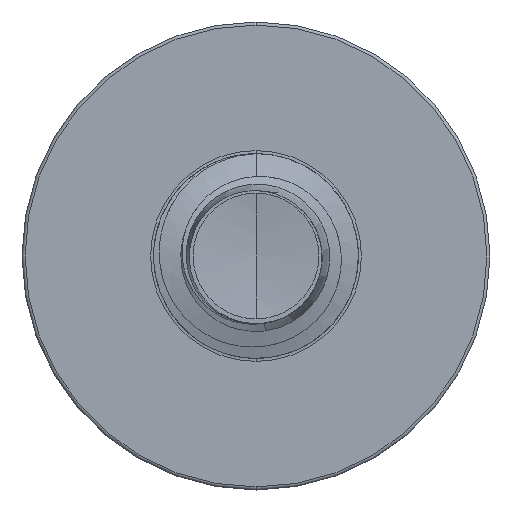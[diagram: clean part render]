
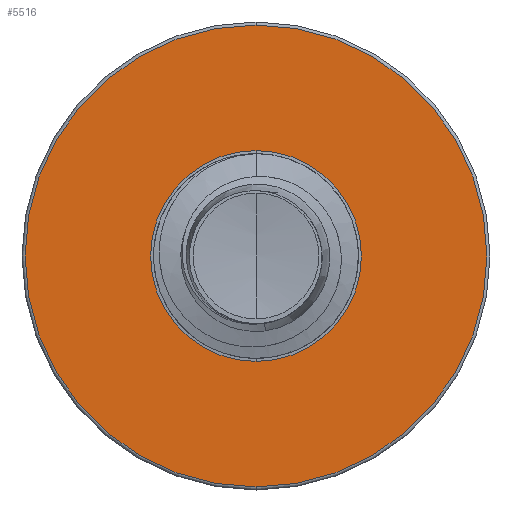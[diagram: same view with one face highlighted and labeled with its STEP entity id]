
A CAD part, front view. The second image highlights one B-rep face of the part: STEP entity #5516.
In plain terms, the highlighted planar face has unit normal (0, -1, 0).
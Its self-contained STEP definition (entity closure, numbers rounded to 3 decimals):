
#679 = DIRECTION ( 'NONE',  ( 0., 0., 1. ) ) ;
#738 = CARTESIAN_POINT ( 'NONE',  ( 0., 2., 1.579 ) ) ;
#890 = FACE_OUTER_BOUND ( 'NONE', #7579, .T. ) ;
#1206 = CIRCLE ( 'NONE', #8537, 0.721 ) ;
#1637 = DIRECTION ( 'NONE',  ( 0., 0., 1. ) ) ;
#1672 = DIRECTION ( 'NONE',  ( 0., 1., 0. ) ) ;
#1689 = CARTESIAN_POINT ( 'NONE',  ( 0., 2., 0. ) ) ;
#1696 = EDGE_CURVE ( 'NONE', #3177, #4516, #1697, .T. ) ;
#1697 = CIRCLE ( 'NONE', #2328, 1.579 ) ;
#2010 = AXIS2_PLACEMENT_3D ( 'NONE', #10428, #6035, #679 ) ;
#2023 = CARTESIAN_POINT ( 'NONE',  ( 0., 2., -1.579 ) ) ;
#2328 = AXIS2_PLACEMENT_3D ( 'NONE', #6186, #6123, #7027 ) ;
#3177 = VERTEX_POINT ( 'NONE', #738 ) ;
#3345 = DIRECTION ( 'NONE',  ( 0., 1., 0. ) ) ;
#3371 = CARTESIAN_POINT ( 'NONE',  ( 0., 2., 0. ) ) ;
#3398 = DIRECTION ( 'NONE',  ( 0., 0., 1. ) ) ;
#3493 = DIRECTION ( 'NONE',  ( 0., 0., 1. ) ) ;
#3509 = DIRECTION ( 'NONE',  ( 0., 1., 0. ) ) ;
#3550 = CARTESIAN_POINT ( 'NONE',  ( 0., 2., -0.721 ) ) ;
#3561 = PLANE ( 'NONE',  #8075 ) ;
#3731 = ORIENTED_EDGE ( 'NONE', *, *, #1696, .F. ) ;
#3783 = VERTEX_POINT ( 'NONE', #7165 ) ;
#3993 = ORIENTED_EDGE ( 'NONE', *, *, #9550, .F. ) ;
#4097 = ORIENTED_EDGE ( 'NONE', *, *, #5631, .T. ) ;
#4182 = ORIENTED_EDGE ( 'NONE', *, *, #6009, .T. ) ;
#4516 = VERTEX_POINT ( 'NONE', #2023 ) ;
#4736 = CIRCLE ( 'NONE', #9505, 0.721 ) ;
#5516 = ADVANCED_FACE ( 'NONE', ( #890, #9332 ), #3561, .F. ) ;
#5631 = EDGE_CURVE ( 'NONE', #3783, #7896, #1206, .T. ) ;
#6009 = EDGE_CURVE ( 'NONE', #7896, #3783, #4736, .T. ) ;
#6035 = DIRECTION ( 'NONE',  ( 0., 1., 0. ) ) ;
#6123 = DIRECTION ( 'NONE',  ( 0., 1., 0. ) ) ;
#6186 = CARTESIAN_POINT ( 'NONE',  ( 0., 2., 0. ) ) ;
#6624 = CIRCLE ( 'NONE', #2010, 1.579 ) ;
#7027 = DIRECTION ( 'NONE',  ( 0., 0., 1. ) ) ;
#7165 = CARTESIAN_POINT ( 'NONE',  ( 0., 2., 0.721 ) ) ;
#7579 = EDGE_LOOP ( 'NONE', ( #3731, #3993 ) ) ;
#7896 = VERTEX_POINT ( 'NONE', #10530 ) ;
#8075 = AXIS2_PLACEMENT_3D ( 'NONE', #3550, #3509, #3493 ) ;
#8537 = AXIS2_PLACEMENT_3D ( 'NONE', #3371, #3345, #3398 ) ;
#9332 = FACE_BOUND ( 'NONE', #10111, .T. ) ;
#9505 = AXIS2_PLACEMENT_3D ( 'NONE', #1689, #1672, #1637 ) ;
#9550 = EDGE_CURVE ( 'NONE', #4516, #3177, #6624, .T. ) ;
#10111 = EDGE_LOOP ( 'NONE', ( #4097, #4182 ) ) ;
#10428 = CARTESIAN_POINT ( 'NONE',  ( 0., 2., 0. ) ) ;
#10530 = CARTESIAN_POINT ( 'NONE',  ( 0., 2., -0.721 ) ) ;
